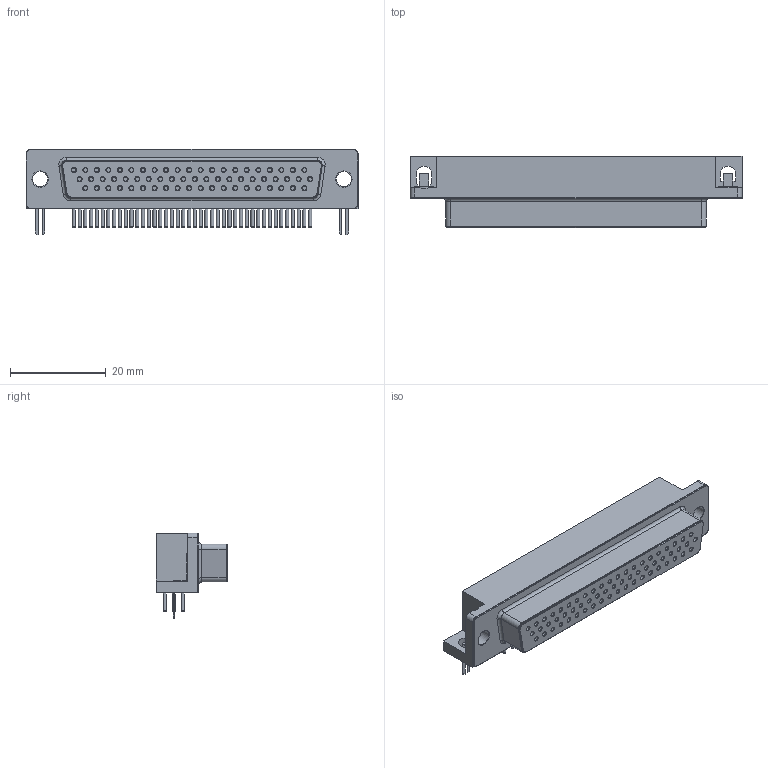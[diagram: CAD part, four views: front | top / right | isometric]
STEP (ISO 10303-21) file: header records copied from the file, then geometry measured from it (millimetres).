
FILE_DESCRIPTION(/* description */ ('model of DSUB-62-HD_Female_Horizontal_P2.41x1.90mm_EdgePinOffset3.03mm_Housed_MountingHolesOffset4.94mm'),/* implementation_level */ '2;1');
FILE_NAME(/* name */ 'DSUB-62-HD_Female_Horizontal_P2.41x1.90mm_EdgePinOffset3.03mm_Housed_MountingHolesOffset4.94mm.step',/* time_stamp */ '2024-11-10T12:18:34',/* author */ ('KiCAD','kicad'),/* organization */ ('OCCT'),/* preprocessor_version */ '',/* originating_system */ 'KiCAD',/* authorisation */ '');
FILE_SCHEMA(('AUTOMOTIVE_DESIGN { 1 0 10303 214 1 1 1 1 }'));
Length unit declared in the file: millimetre
Products named in the file (1): DSUB-62-HD_Female_Horizontal_P2.41x1.90mm_EdgePinOffset3.03mm_Housed_
MountingHolesOffset4.94mm
Bounding box: 69.4 x 15 x 17.9 mm (x, y, z)
Volume: 9435.3 mm3; surface area: 5604.9 mm2
Topology: 1 solids, 2 shells, 508 faces, 972 edges, 592 vertices
Faces by surface type: plane 202, cylinder 160, torus 72, cone 70, revolution 4
Full cylindrical faces by diameter (mm): 0.64 x62, 0.853 x62, 3.2 x2, 4 x2
Entity records: 18764 total; most frequent: CARTESIAN_POINT 2535, DIRECTION 2514, ORIENTED_EDGE 1944, AXIS2_PLACEMENT_3D 1039, EDGE_CURVE 972, FACE_BOUND 642, EDGE_LOOP 642, PRESENTATION_STYLE_ASSIGNMENT 604
